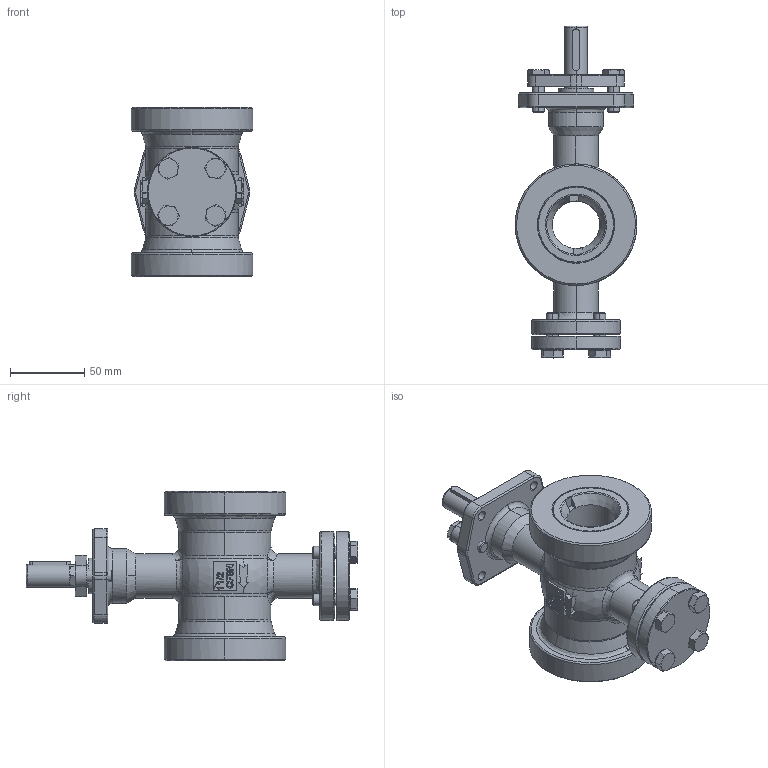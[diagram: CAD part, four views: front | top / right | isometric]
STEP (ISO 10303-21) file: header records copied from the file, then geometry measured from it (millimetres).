
FILE_DESCRIPTION (( 'STEP AP214' ), '1' );
FILE_NAME ('VX-W1-0150-XXX.step', '2019-10-18T12:35:46', ( '' ), ( '' ), 'SwSTEP 2.0', 'SolidWorks 2019', '' );
FILE_SCHEMA (( 'AUTOMOTIVE_DESIGN' ));
Length unit declared in the file: inch
Products named in the file (2): VX-W1-0150-XXX
Bounding box: 82 x 223.68 x 114 mm (x, y, z)
Surface area: 88482.1 mm2 (no closed solid volume)
Topology: 0 solids, 19 shells, 480 faces, 1309 edges, 846 vertices
Faces by surface type: plane 176, bspline 130, cylinder 88, cone 82, sphere 4
Entity records: 35578 total; most frequent: CARTESIAN_POINT 20324, ORIENTED_EDGE 2429, EDGE_CURVE 1309, B_SPLINE_CURVE_WITH_KNOTS 1166, VERTEX_POINT 846, DIRECTION 780, EDGE_LOOP 534, LENGTH_MEASURE_WITH_UNIT 482
